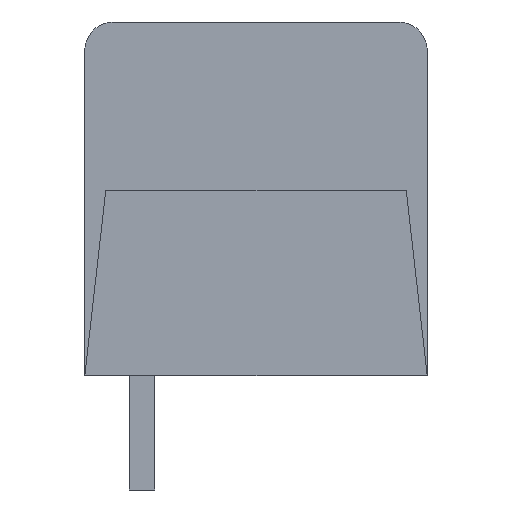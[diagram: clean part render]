
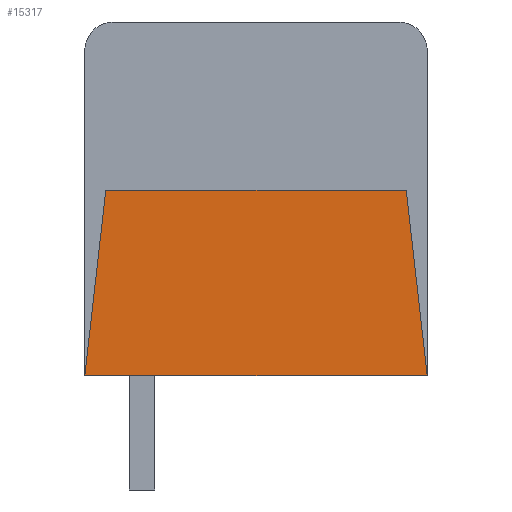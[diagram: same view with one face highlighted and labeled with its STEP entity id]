
A CAD part, left-side view. The second image highlights one B-rep face of the part: STEP entity #15317.
In plain terms, the highlighted planar face has unit normal (-1, 0, 0).
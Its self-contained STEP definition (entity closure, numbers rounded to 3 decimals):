
#15201 = EDGE_CURVE('',#15202,#15204,#15206,.T.);
#15202 = VERTEX_POINT('',#15203);
#15203 = CARTESIAN_POINT('',(-30.48,-10.,0.));
#15204 = VERTEX_POINT('',#15205);
#15205 = CARTESIAN_POINT('',(-30.48,2.,0.));
#15206 = SURFACE_CURVE('',#15207,(#15211,#15223),.PCURVE_S1.);
#15207 = LINE('',#15208,#15209);
#15208 = CARTESIAN_POINT('',(-30.48,-10.,0.));
#15209 = VECTOR('',#15210,1.);
#15210 = DIRECTION('',(0.,1.,0.));
#15211 = PCURVE('',#15212,#15217);
#15212 = PLANE('',#15213);
#15213 = AXIS2_PLACEMENT_3D('',#15214,#15215,#15216);
#15214 = CARTESIAN_POINT('',(-30.48,-10.,0.));
#15215 = DIRECTION('',(0.,0.,1.));
#15216 = DIRECTION('',(0.,1.,0.));
#15217 = DEFINITIONAL_REPRESENTATION('',(#15218),#15222);
#15218 = LINE('',#15219,#15220);
#15219 = CARTESIAN_POINT('',(0.,0.));
#15220 = VECTOR('',#15221,1.);
#15221 = DIRECTION('',(1.,0.));
#15222 = ( GEOMETRIC_REPRESENTATION_CONTEXT(2) 
PARAMETRIC_REPRESENTATION_CONTEXT() REPRESENTATION_CONTEXT('2D SPACE',''
  ) );
#15223 = PCURVE('',#15224,#15229);
#15224 = PLANE('',#15225);
#15225 = AXIS2_PLACEMENT_3D('',#15226,#15227,#15228);
#15226 = CARTESIAN_POINT('',(-30.48,-4.,3.116));
#15227 = DIRECTION('',(1.,0.,0.));
#15228 = DIRECTION('',(0.,0.,1.));
#15229 = DEFINITIONAL_REPRESENTATION('',(#15230),#15234);
#15230 = LINE('',#15231,#15232);
#15231 = CARTESIAN_POINT('',(-3.116,6.));
#15232 = VECTOR('',#15233,1.);
#15233 = DIRECTION('',(0.,-1.));
#15234 = ( GEOMETRIC_REPRESENTATION_CONTEXT(2) 
PARAMETRIC_REPRESENTATION_CONTEXT() REPRESENTATION_CONTEXT('2D SPACE',''
  ) );
#15317 = ADVANCED_FACE('',(#15318),#15224,.F.);
#15318 = FACE_BOUND('',#15319,.F.);
#15319 = EDGE_LOOP('',(#15320,#15321,#15349,#15372));
#15320 = ORIENTED_EDGE('',*,*,#15201,.T.);
#15321 = ORIENTED_EDGE('',*,*,#15322,.T.);
#15322 = EDGE_CURVE('',#15204,#15323,#15325,.T.);
#15323 = VERTEX_POINT('',#15324);
#15324 = CARTESIAN_POINT('',(-30.48,1.264,6.5));
#15325 = SURFACE_CURVE('',#15326,(#15330,#15337),.PCURVE_S1.);
#15326 = LINE('',#15327,#15328);
#15327 = CARTESIAN_POINT('',(-30.48,2.,0.));
#15328 = VECTOR('',#15329,1.);
#15329 = DIRECTION('',(0.,-0.112,
    0.994));
#15330 = PCURVE('',#15224,#15331);
#15331 = DEFINITIONAL_REPRESENTATION('',(#15332),#15336);
#15332 = LINE('',#15333,#15334);
#15333 = CARTESIAN_POINT('',(-3.116,-6.));
#15334 = VECTOR('',#15335,1.);
#15335 = DIRECTION('',(0.994,0.112));
#15336 = ( GEOMETRIC_REPRESENTATION_CONTEXT(2) 
PARAMETRIC_REPRESENTATION_CONTEXT() REPRESENTATION_CONTEXT('2D SPACE',''
  ) );
#15337 = PCURVE('',#15338,#15343);
#15338 = PLANE('',#15339);
#15339 = AXIS2_PLACEMENT_3D('',#15340,#15341,#15342);
#15340 = CARTESIAN_POINT('',(-30.48,-4.,6.081));
#15341 = DIRECTION('',(-1.,0.,0.));
#15342 = DIRECTION('',(0.,-1.,0.));
#15343 = DEFINITIONAL_REPRESENTATION('',(#15344),#15348);
#15344 = LINE('',#15345,#15346);
#15345 = CARTESIAN_POINT('',(-6.,-6.081));
#15346 = VECTOR('',#15347,1.);
#15347 = DIRECTION('',(0.112,0.994));
#15348 = ( GEOMETRIC_REPRESENTATION_CONTEXT(2) 
PARAMETRIC_REPRESENTATION_CONTEXT() REPRESENTATION_CONTEXT('2D SPACE',''
  ) );
#15349 = ORIENTED_EDGE('',*,*,#15350,.T.);
#15350 = EDGE_CURVE('',#15323,#15351,#15353,.T.);
#15351 = VERTEX_POINT('',#15352);
#15352 = CARTESIAN_POINT('',(-30.48,-9.264,6.5));
#15353 = SURFACE_CURVE('',#15354,(#15358,#15365),.PCURVE_S1.);
#15354 = LINE('',#15355,#15356);
#15355 = CARTESIAN_POINT('',(-30.48,1.264,6.5));
#15356 = VECTOR('',#15357,1.);
#15357 = DIRECTION('',(0.,-1.,0.));
#15358 = PCURVE('',#15224,#15359);
#15359 = DEFINITIONAL_REPRESENTATION('',(#15360),#15364);
#15360 = LINE('',#15361,#15362);
#15361 = CARTESIAN_POINT('',(3.384,-5.264));
#15362 = VECTOR('',#15363,1.);
#15363 = DIRECTION('',(0.,1.));
#15364 = ( GEOMETRIC_REPRESENTATION_CONTEXT(2) 
PARAMETRIC_REPRESENTATION_CONTEXT() REPRESENTATION_CONTEXT('2D SPACE',''
  ) );
#15365 = PCURVE('',#15338,#15366);
#15366 = DEFINITIONAL_REPRESENTATION('',(#15367),#15371);
#15367 = LINE('',#15368,#15369);
#15368 = CARTESIAN_POINT('',(-5.264,0.419));
#15369 = VECTOR('',#15370,1.);
#15370 = DIRECTION('',(1.,0.));
#15371 = ( GEOMETRIC_REPRESENTATION_CONTEXT(2) 
PARAMETRIC_REPRESENTATION_CONTEXT() REPRESENTATION_CONTEXT('2D SPACE',''
  ) );
#15372 = ORIENTED_EDGE('',*,*,#15373,.T.);
#15373 = EDGE_CURVE('',#15351,#15202,#15374,.T.);
#15374 = SURFACE_CURVE('',#15375,(#15379,#15386),.PCURVE_S1.);
#15375 = LINE('',#15376,#15377);
#15376 = CARTESIAN_POINT('',(-30.48,-9.264,6.5));
#15377 = VECTOR('',#15378,1.);
#15378 = DIRECTION('',(0.,-0.112,
    -0.994));
#15379 = PCURVE('',#15224,#15380);
#15380 = DEFINITIONAL_REPRESENTATION('',(#15381),#15385);
#15381 = LINE('',#15382,#15383);
#15382 = CARTESIAN_POINT('',(3.384,5.264));
#15383 = VECTOR('',#15384,1.);
#15384 = DIRECTION('',(-0.994,0.112));
#15385 = ( GEOMETRIC_REPRESENTATION_CONTEXT(2) 
PARAMETRIC_REPRESENTATION_CONTEXT() REPRESENTATION_CONTEXT('2D SPACE',''
  ) );
#15386 = PCURVE('',#15338,#15387);
#15387 = DEFINITIONAL_REPRESENTATION('',(#15388),#15392);
#15388 = LINE('',#15389,#15390);
#15389 = CARTESIAN_POINT('',(5.264,0.419));
#15390 = VECTOR('',#15391,1.);
#15391 = DIRECTION('',(0.112,-0.994));
#15392 = ( GEOMETRIC_REPRESENTATION_CONTEXT(2) 
PARAMETRIC_REPRESENTATION_CONTEXT() REPRESENTATION_CONTEXT('2D SPACE',''
  ) );
